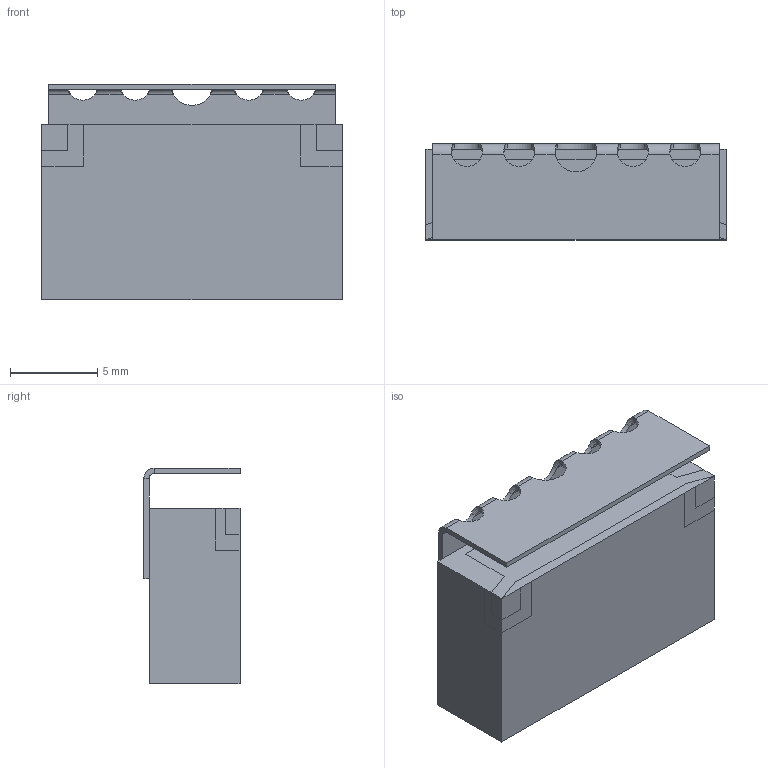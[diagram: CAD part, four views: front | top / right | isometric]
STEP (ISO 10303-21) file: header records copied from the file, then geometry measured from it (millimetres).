
FILE_DESCRIPTION(('STEP AP203'), '1');
FILE_NAME('ÍØÁÀ.434834.009-06.01_Ôèëüòð ÔÊÏ1-209-06-1,0225-55', '', ('UNSPECIFIED'), ('UNSPECIFIED'), 'ASCON STEP Converter 1.6', 'ASCON Math Kernel', '');
FILE_SCHEMA(('CONFIG_CONTROL_DESIGN'));
Length unit declared in the file: millimetre
Products named in the file (1): НШБА.434834.009-06.01_Фильтр ФКП1-209-06-1,0225-55
Bounding box: 17.2 x 5.5 x 12.35 mm (x, y, z)
Volume: 950.4 mm3; surface area: 866.5 mm2
Topology: 1 solids, 1 shells, 389 faces, 1043 edges, 678 vertices
Faces by surface type: plane 243, bspline 118, cylinder 28
Entity records: 27208 total; most frequent: CARTESIAN_POINT 15313, ORIENTED_EDGE 2086, DIRECTION 1291, EDGE_CURVE 1043, VERTEX_POINT 678, LINE 675, VECTOR 675, FACE_BOUND 421
